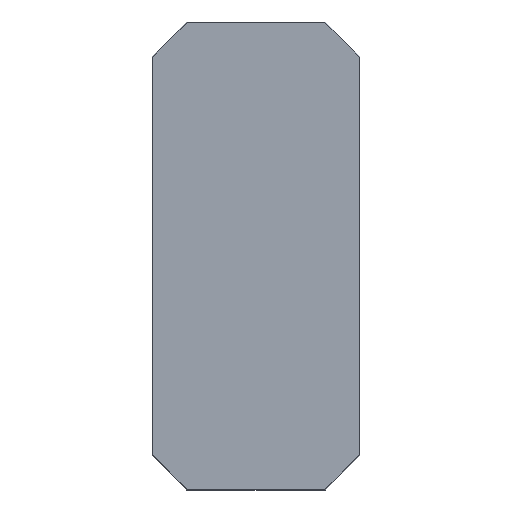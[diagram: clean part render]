
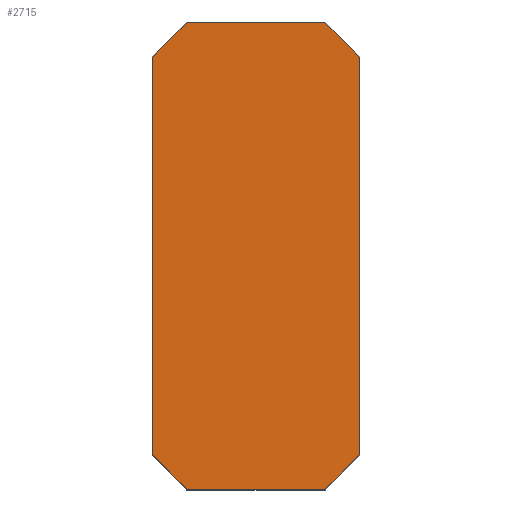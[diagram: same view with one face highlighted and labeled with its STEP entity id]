
A CAD part, top view. The second image highlights one B-rep face of the part: STEP entity #2715.
In plain terms, the highlighted planar face has unit normal (0, 0, 1).
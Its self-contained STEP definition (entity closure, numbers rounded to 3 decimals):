
#2439=CARTESIAN_POINT('Vertex',(39.793,-189.5,18.)) ;
#2445=CARTESIAN_POINT('Vertex',(59.5,-169.793,18.)) ;
#2448=CARTESIAN_POINT('Line Origine',(34.646,-194.646,18.)) ;
#2499=CARTESIAN_POINT('Vertex',(59.5,59.793,18.)) ;
#2502=CARTESIAN_POINT('Line Origine',(59.5,-54.75,18.)) ;
#2539=CARTESIAN_POINT('Vertex',(39.793,79.5,18.)) ;
#2542=CARTESIAN_POINT('Line Origine',(34.696,84.596,18.)) ;
#2590=CARTESIAN_POINT('Line Origine',(-0.25,79.5,18.)) ;
#2594=CARTESIAN_POINT('Vertex',(-39.793,79.5,18.)) ;
#2633=CARTESIAN_POINT('Vertex',(-59.5,59.793,18.)) ;
#2636=CARTESIAN_POINT('Line Origine',(-34.646,84.646,18.)) ;
#2653=CARTESIAN_POINT('Line Origine',(0.,-189.5,18.)) ;
#2657=CARTESIAN_POINT('Vertex',(-39.793,-189.5,18.)) ;
#2688=CARTESIAN_POINT('Axis2P3D Location',(0.,0.,18.)) ;
#2693=CARTESIAN_POINT('Line Origine',(-59.5,-55.,18.)) ;
#2697=CARTESIAN_POINT('Vertex',(-59.5,-169.793,18.)) ;
#2700=CARTESIAN_POINT('Line Origine',(-49.646,-179.646,18.)) ;
#2449=DIRECTION('Vector Direction',(-0.707,-0.707,0.)) ;
#2503=DIRECTION('Vector Direction',(0.,1.,0.)) ;
#2543=DIRECTION('Vector Direction',(0.707,-0.707,0.)) ;
#2591=DIRECTION('Vector Direction',(1.,0.,0.)) ;
#2637=DIRECTION('Vector Direction',(0.707,0.707,0.)) ;
#2654=DIRECTION('Vector Direction',(-1.,0.,0.)) ;
#2689=DIRECTION('Axis2P3D Direction',(0.,0.,1.)) ;
#2690=DIRECTION('Axis2P3D XDirection',(1.,0.,0.)) ;
#2694=DIRECTION('Vector Direction',(0.,-1.,0.)) ;
#2701=DIRECTION('Vector Direction',(0.707,-0.707,0.)) ;
#2691=AXIS2_PLACEMENT_3D('Plane Axis2P3D',#2688,#2689,#2690) ;
#2706=ORIENTED_EDGE('',*,*,#2659,.T.) ;
#2707=ORIENTED_EDGE('',*,*,#2452,.F.) ;
#2708=ORIENTED_EDGE('',*,*,#2506,.T.) ;
#2709=ORIENTED_EDGE('',*,*,#2546,.F.) ;
#2710=ORIENTED_EDGE('',*,*,#2596,.T.) ;
#2711=ORIENTED_EDGE('',*,*,#2640,.F.) ;
#2712=ORIENTED_EDGE('',*,*,#2699,.T.) ;
#2713=ORIENTED_EDGE('',*,*,#2704,.F.) ;
#2450=VECTOR('Line Direction',#2449,1.) ;
#2504=VECTOR('Line Direction',#2503,1.) ;
#2544=VECTOR('Line Direction',#2543,1.) ;
#2592=VECTOR('Line Direction',#2591,1.) ;
#2638=VECTOR('Line Direction',#2637,1.) ;
#2655=VECTOR('Line Direction',#2654,1.) ;
#2695=VECTOR('Line Direction',#2694,1.) ;
#2702=VECTOR('Line Direction',#2701,1.) ;
#2715=ADVANCED_FACE('\X2\96F64EF651E04F554F53\X0\',(#2714),#2692,.T.) ;
#2452=EDGE_CURVE('',#2446,#2440,#2451,.T.) ;
#2506=EDGE_CURVE('',#2446,#2500,#2505,.T.) ;
#2546=EDGE_CURVE('',#2540,#2500,#2545,.T.) ;
#2596=EDGE_CURVE('',#2540,#2595,#2593,.F.) ;
#2640=EDGE_CURVE('',#2634,#2595,#2639,.T.) ;
#2659=EDGE_CURVE('',#2658,#2440,#2656,.F.) ;
#2699=EDGE_CURVE('',#2634,#2698,#2696,.T.) ;
#2704=EDGE_CURVE('',#2658,#2698,#2703,.F.) ;
#2705=EDGE_LOOP('',(#2706,#2707,#2708,#2709,#2710,#2711,#2712,#2713)) ;
#2714=FACE_OUTER_BOUND('',#2705,.T.) ;
#2451=LINE('Line',#2448,#2450) ;
#2505=LINE('Line',#2502,#2504) ;
#2545=LINE('Line',#2542,#2544) ;
#2593=LINE('Line',#2590,#2592) ;
#2639=LINE('Line',#2636,#2638) ;
#2656=LINE('Line',#2653,#2655) ;
#2696=LINE('Line',#2693,#2695) ;
#2703=LINE('Line',#2700,#2702) ;
#2692=PLANE('',#2691) ;
#2440=VERTEX_POINT('',#2439) ;
#2446=VERTEX_POINT('',#2445) ;
#2500=VERTEX_POINT('',#2499) ;
#2540=VERTEX_POINT('',#2539) ;
#2595=VERTEX_POINT('',#2594) ;
#2634=VERTEX_POINT('',#2633) ;
#2658=VERTEX_POINT('',#2657) ;
#2698=VERTEX_POINT('',#2697) ;
